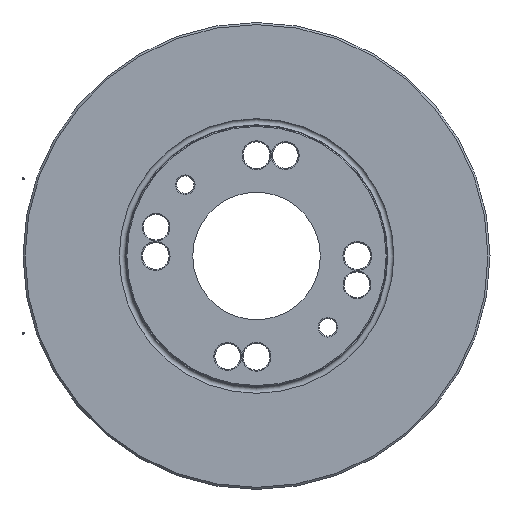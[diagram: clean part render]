
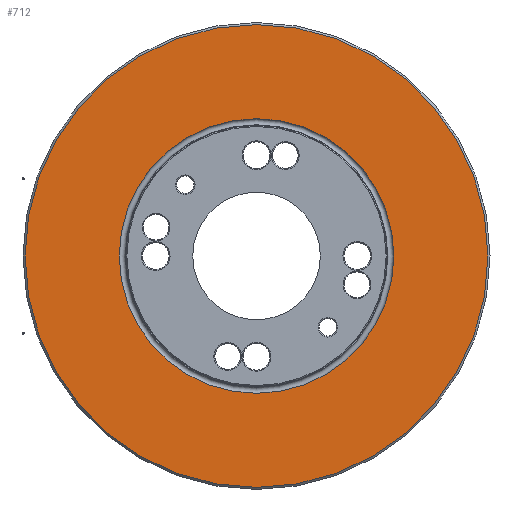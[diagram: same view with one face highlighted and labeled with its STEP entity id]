
A CAD part, left-side view. The second image highlights one B-rep face of the part: STEP entity #712.
In plain terms, the highlighted planar face has unit normal (-1, 0, 0).
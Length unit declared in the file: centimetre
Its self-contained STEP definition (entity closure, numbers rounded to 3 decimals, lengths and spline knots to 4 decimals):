
#55=PLANE('',#799);
#107=FACE_BOUND('',#249,.T.);
#169=FACE_OUTER_BOUND('',#248,.T.);
#248=EDGE_LOOP('',(#578));
#249=EDGE_LOOP('',(#579));
#371=CIRCLE('',#798,6.6749);
#372=CIRCLE('',#800,11.25);
#437=VERTEX_POINT('',#1228);
#438=VERTEX_POINT('',#1231);
#503=EDGE_CURVE('',#437,#437,#371,.T.);
#504=EDGE_CURVE('',#438,#438,#372,.T.);
#578=ORIENTED_EDGE('',*,*,#504,.T.);
#579=ORIENTED_EDGE('',*,*,#503,.T.);
#712=ADVANCED_FACE('',(#169,#107),#55,.T.);
#798=AXIS2_PLACEMENT_3D('',#1229,#965,#966);
#799=AXIS2_PLACEMENT_3D('',#1230,#967,#968);
#800=AXIS2_PLACEMENT_3D('',#1232,#969,#970);
#965=DIRECTION('center_axis',(1.,0.,0.));
#966=DIRECTION('ref_axis',(0.,0.,-1.));
#967=DIRECTION('center_axis',(-1.,0.,0.));
#968=DIRECTION('ref_axis',(0.,0.,-1.));
#969=DIRECTION('center_axis',(-1.,0.,0.));
#970=DIRECTION('ref_axis',(0.,1.,0.));
#1228=CARTESIAN_POINT('',(-2.63,6.6749,0.));
#1229=CARTESIAN_POINT('Origin',(-2.63,0.,0.));
#1230=CARTESIAN_POINT('Origin',(-2.63,0.,0.));
#1231=CARTESIAN_POINT('',(-2.63,11.25,0.));
#1232=CARTESIAN_POINT('Origin',(-2.63,0.,0.));
